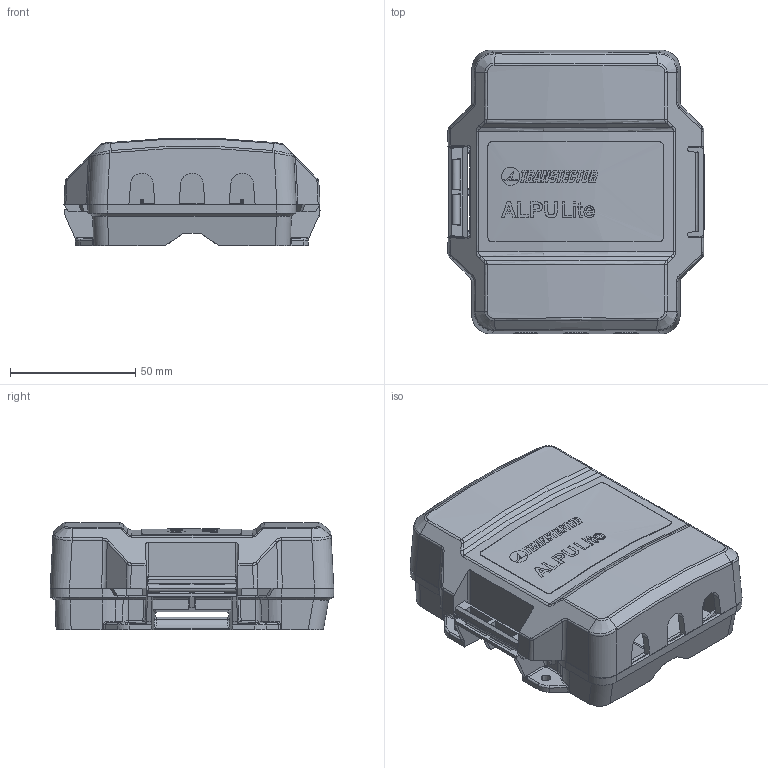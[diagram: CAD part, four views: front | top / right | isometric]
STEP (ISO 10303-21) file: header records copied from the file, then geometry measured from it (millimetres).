
FILE_DESCRIPTION (( 'STEP AP214' ), '1' );
FILE_NAME ('ALPU-L130-E.STEP', '2019-01-16T19:45:01', ( '' ), ( '' ), 'SwSTEP 2.0', 'SolidWorks 2018', '' );
FILE_SCHEMA (( 'AUTOMOTIVE_DESIGN' ));
Length unit declared in the file: millimetre
Products named in the file (8): 2003-3456; 5320-073_DASH Fit; 5320-074_DASH Fit; ALPU-L130-E; 5320-073; 5320-074
Assembly tree (4 placements, depth 2):
  2003-3456
  ALPU-L130-E
    5320-073
  5320-074
  ALPU-L130-E
    5320-073_DASH Fit
    5320-074_DASH Fit
    2003-3456
Bounding box: 102.2 x 113.24 x 42.94 mm (x, y, z)
Volume: 106720.5 mm3; surface area: 88801 mm2
Topology: 4 solids, 4 shells, 1840 faces, 4983 edges, 3215 vertices
Faces by surface type: plane 812, bspline 594, cylinder 381, cone 29, torus 12, sphere 12
Entity records: 94499 total; most frequent: CARTESIAN_POINT 48200, ORIENTED_EDGE 9948, DIRECTION 5933, EDGE_CURVE 4974, VERTEX_POINT 3209, LINE 2147, VECTOR 2147, EDGE_LOOP 1933
